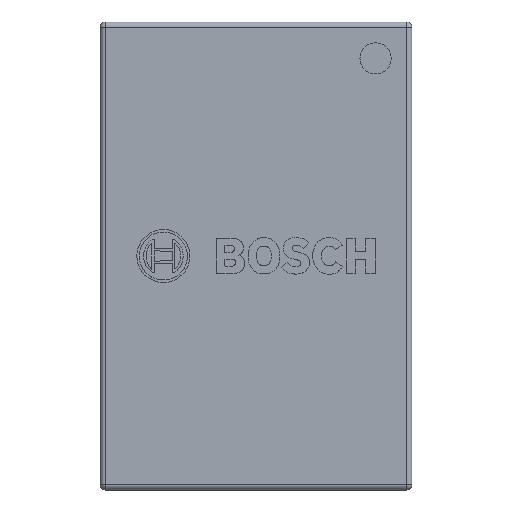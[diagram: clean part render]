
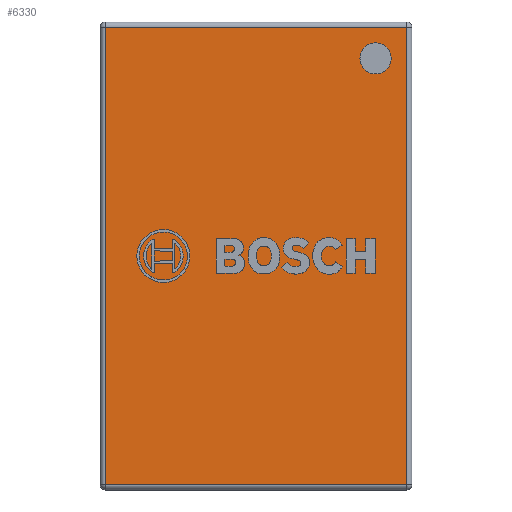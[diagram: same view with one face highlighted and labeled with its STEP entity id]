
A CAD part, top view. The second image highlights one B-rep face of the part: STEP entity #6330.
In plain terms, the highlighted planar face has unit normal (0, 0, 1).
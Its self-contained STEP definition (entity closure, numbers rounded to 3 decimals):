
#589=FACE_OUTER_BOUND('',#981,.T.);
#981=EDGE_LOOP('',(#4596,#4597,#4598,#4599));
#1474=LINE('',#8860,#2152);
#1478=LINE('',#8876,#2156);
#1480=LINE('',#8879,#2158);
#1482=LINE('',#8882,#2160);
#2152=VECTOR('',#7502,10.);
#2156=VECTOR('',#7520,10.);
#2158=VECTOR('',#7524,10.);
#2160=VECTOR('',#7528,10.);
#2761=VERTEX_POINT('',#8822);
#2766=VERTEX_POINT('',#8835);
#2771=VERTEX_POINT('',#8848);
#2776=VERTEX_POINT('',#8864);
#3448=EDGE_CURVE('',#2761,#2771,#1474,.T.);
#3456=EDGE_CURVE('',#2771,#2776,#1478,.T.);
#3458=EDGE_CURVE('',#2776,#2766,#1480,.T.);
#3460=EDGE_CURVE('',#2766,#2761,#1482,.T.);
#4596=ORIENTED_EDGE('',*,*,#3448,.F.);
#4597=ORIENTED_EDGE('',*,*,#3460,.F.);
#4598=ORIENTED_EDGE('',*,*,#3458,.F.);
#4599=ORIENTED_EDGE('',*,*,#3456,.F.);
#6063=PLANE('',#6896);
#6330=ADVANCED_FACE('',(#589),#6063,.T.);
#6896=AXIS2_PLACEMENT_3D('',#8891,#7540,#7541);
#7502=DIRECTION('',(1.,0.,0.));
#7520=DIRECTION('',(0.,-1.,0.));
#7524=DIRECTION('',(-1.,0.,0.));
#7528=DIRECTION('',(0.,1.,0.));
#7540=DIRECTION('center_axis',(0.,0.,1.));
#7541=DIRECTION('ref_axis',(1.,0.,0.));
#8822=CARTESIAN_POINT('',(-1.45,2.2,1.));
#8835=CARTESIAN_POINT('',(-1.45,-2.2,1.));
#8848=CARTESIAN_POINT('',(1.45,2.2,1.));
#8860=CARTESIAN_POINT('',(0.75,2.2,1.));
#8864=CARTESIAN_POINT('',(1.45,-2.2,1.));
#8876=CARTESIAN_POINT('',(1.45,-1.125,1.));
#8879=CARTESIAN_POINT('',(-0.75,-2.2,1.));
#8882=CARTESIAN_POINT('',(-1.45,1.125,1.));
#8891=CARTESIAN_POINT('Origin',(0.,0.,
1.));
